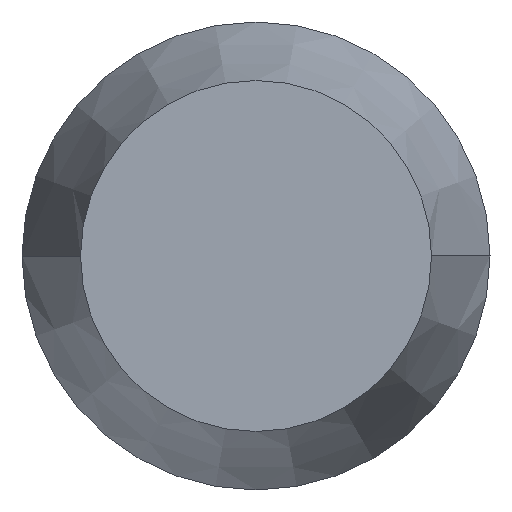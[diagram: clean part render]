
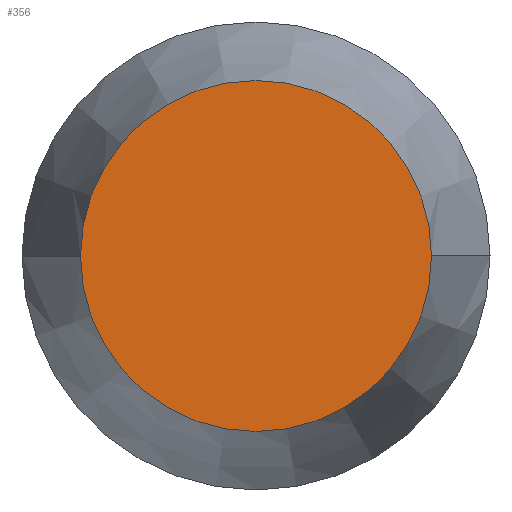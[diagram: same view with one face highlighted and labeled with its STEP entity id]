
A CAD part, front view. The second image highlights one B-rep face of the part: STEP entity #356.
In plain terms, the highlighted planar face has unit normal (0, -1, 0).
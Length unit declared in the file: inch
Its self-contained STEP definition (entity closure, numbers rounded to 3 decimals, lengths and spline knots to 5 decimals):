
#34 = DIRECTION ( 'NONE',  ( 0., 0., -1. ) ) ;
#36 = DIRECTION ( 'NONE',  ( 0., 0., -1. ) ) ;
#52 = VERTEX_POINT ( 'NONE', #124 ) ;
#56 = AXIS2_PLACEMENT_3D ( 'NONE', #262, #341, #36 ) ;
#95 = EDGE_CURVE ( 'NONE', #186, #52, #118, .T. ) ;
#113 = ORIENTED_EDGE ( 'NONE', *, *, #95, .T. ) ;
#118 = CIRCLE ( 'NONE', #56, 0.09375 ) ;
#123 = DIRECTION ( 'NONE',  ( 0., -1., 0. ) ) ;
#124 = CARTESIAN_POINT ( 'NONE',  ( 0., 0., 0.09375 ) ) ;
#125 = AXIS2_PLACEMENT_3D ( 'NONE', #208, #150, #34 ) ;
#147 = AXIS2_PLACEMENT_3D ( 'NONE', #290, #123, #338 ) ;
#150 = DIRECTION ( 'NONE',  ( 0., -1., 0. ) ) ;
#169 = EDGE_CURVE ( 'NONE', #52, #186, #198, .T. ) ;
#186 = VERTEX_POINT ( 'NONE', #316 ) ;
#198 = CIRCLE ( 'NONE', #147, 0.09375 ) ;
#208 = CARTESIAN_POINT ( 'NONE',  ( 0., 0., 0. ) ) ;
#262 = CARTESIAN_POINT ( 'NONE',  ( 0., 0., 0. ) ) ;
#290 = CARTESIAN_POINT ( 'NONE',  ( 0., 0., 0. ) ) ;
#299 = EDGE_LOOP ( 'NONE', ( #113, #328 ) ) ;
#316 = CARTESIAN_POINT ( 'NONE',  ( 0., 0., -0.09375 ) ) ;
#327 = FACE_OUTER_BOUND ( 'NONE', #299, .T. ) ;
#328 = ORIENTED_EDGE ( 'NONE', *, *, #169, .T. ) ;
#333 = PLANE ( 'NONE',  #125 ) ;
#338 = DIRECTION ( 'NONE',  ( 0., 0., -1. ) ) ;
#341 = DIRECTION ( 'NONE',  ( 0., -1., 0. ) ) ;
#356 = ADVANCED_FACE ( 'NONE', ( #327 ), #333, .T. ) ;
